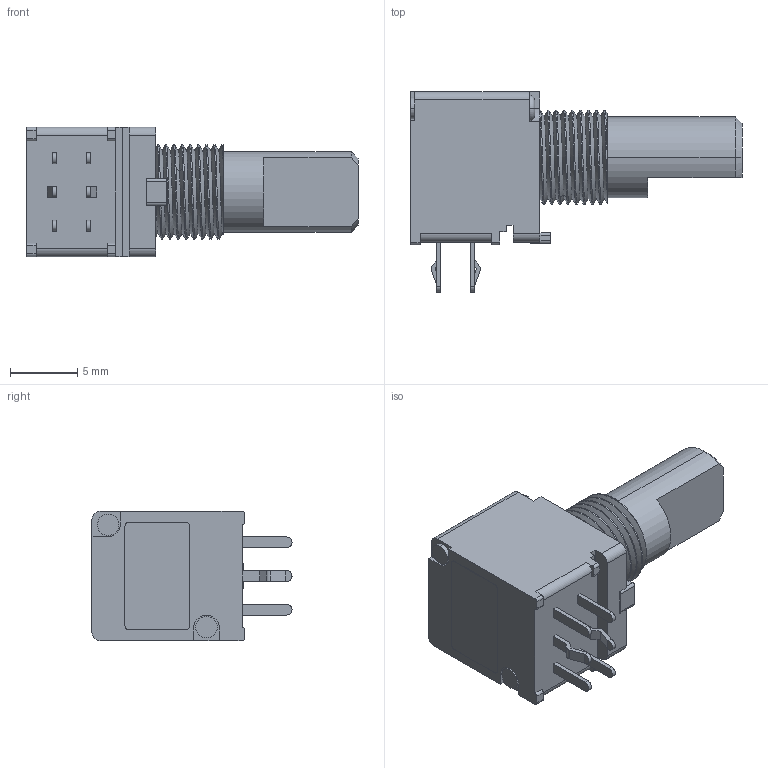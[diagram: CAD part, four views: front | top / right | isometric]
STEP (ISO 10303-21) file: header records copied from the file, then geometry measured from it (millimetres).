
FILE_DESCRIPTION((''),'2;1');
FILE_NAME('PTD902-2X15F-XXXX','2016-03-01T',('RICKB'),('Bourns, Inc.'),'PRO/ENGINEER BY PARAMETRIC TECHNOLOGY CORPORATION, 2012230','PRO/ENGINEER BY PARAMETRIC TECHNOLOGY CORPORATION, 2012230','');
FILE_SCHEMA(('CONFIG_CONTROL_DESIGN'));
Length unit declared in the file: millimetre
Products named in the file (1): PTD902-2X15F-XXXX
Bounding box: 24.65 x 14.85 x 9.6 mm (x, y, z)
Volume: 1429.7 mm3; surface area: 1078 mm2
Topology: 1 solids, 3 shells, 176 faces, 472 edges, 315 vertices
Faces by surface type: plane 101, cylinder 57, torus 8, bspline 6, cone 3, extrusion 1
Entity records: 8157 total; most frequent: CARTESIAN_POINT 3685, ORIENTED_EDGE 944, DIRECTION 885, EDGE_CURVE 472, VERTEX_POINT 315, VECTOR 305, LINE 304, AXIS2_PLACEMENT_3D 290
